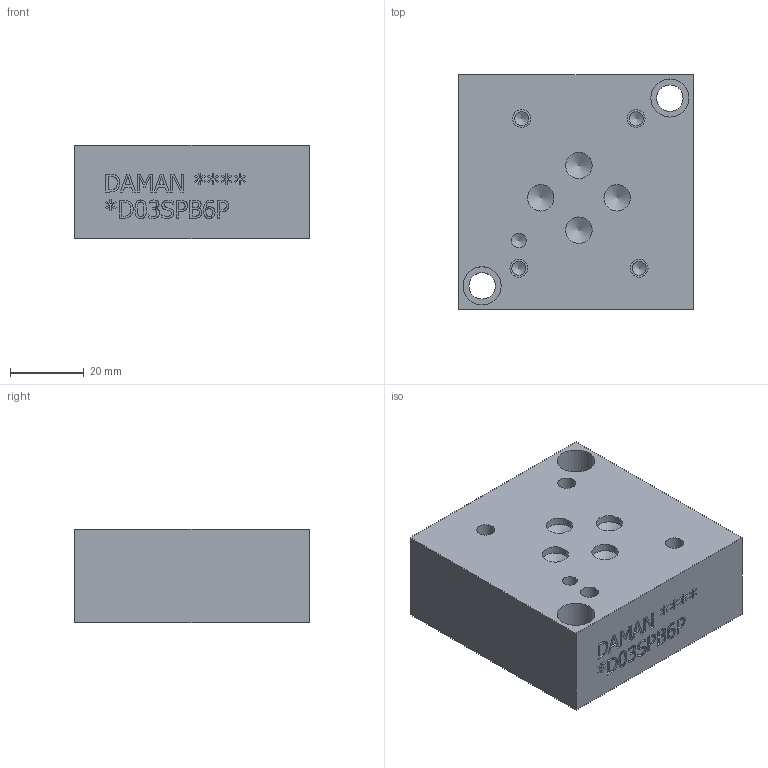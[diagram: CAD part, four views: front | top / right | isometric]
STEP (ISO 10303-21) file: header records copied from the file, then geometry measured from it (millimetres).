
FILE_DESCRIPTION(/* description */ (''),/* implementation_level */ '2;1');
FILE_NAME(/* name */ '_D03SPB6P.stp',/* time_stamp */ '2020-06-01T08:45:13-04:00',/* author */ ('devonn'),/* organization */ (''),/* preprocessor_version */ 'ST-DEVELOPER v17',/* originating_system */ 'Autodesk Inventor 2019',/* authorisation */ '');
FILE_SCHEMA (('AUTOMOTIVE_DESIGN { 1 0 10303 214 3 1 1 }'));
Length unit declared in the file: millimetre
Products named in the file (1): Part_AD03SPB6P.B00094R11_3D
Bounding box: 63.5 x 63.5 x 25.4 mm (x, y, z)
Volume: 85002.2 mm3; surface area: 20514.9 mm2
Topology: 1 solids, 1 shells, 448 faces, 1225 edges, 825 vertices
Faces by surface type: plane 276, bspline 134, cylinder 25, cone 13
Full cylindrical faces by diameter (mm): 3.785 x4, 3.962 x1, 4.826 x4, 7.137 x6, 10.312 x2, 14.3 x4, 17.297 x4
Entity records: 15164 total; most frequent: CARTESIAN_POINT 4228, ORIENTED_EDGE 2424, DIRECTION 1662, EDGE_CURVE 1212, LINE 856, VECTOR 856, VERTEX_POINT 825, EDGE_LOOP 511
